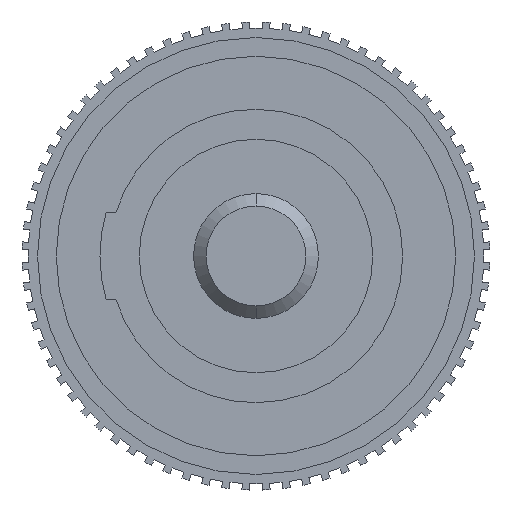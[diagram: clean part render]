
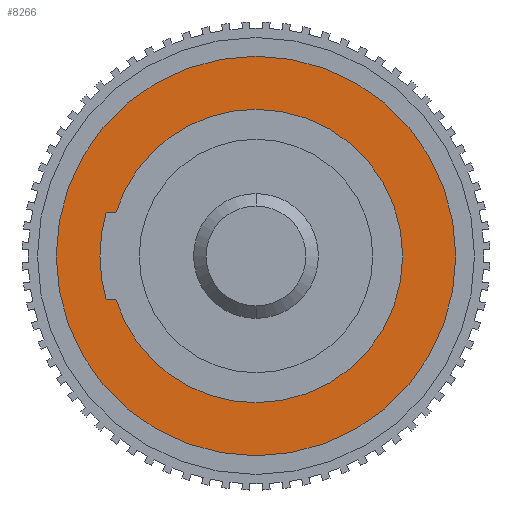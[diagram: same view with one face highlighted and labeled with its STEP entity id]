
A CAD part, left-side view. The second image highlights one B-rep face of the part: STEP entity #8266.
In plain terms, the highlighted face is planar.
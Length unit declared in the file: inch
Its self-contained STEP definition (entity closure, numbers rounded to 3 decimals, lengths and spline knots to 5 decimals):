
#291 = DIRECTION ( 'NONE',  ( 0., 0., 1. ) ) ;
#300 = DIRECTION ( 'NONE',  ( 0., 1., 0. ) ) ;
#305 = VERTEX_POINT ( 'NONE', #1620 ) ;
#320 = VERTEX_POINT ( 'NONE', #1641 ) ;
#322 = CARTESIAN_POINT ( 'NONE',  ( 0., 0.185, 0. ) ) ;
#392 = VERTEX_POINT ( 'NONE', #1633 ) ;
#692 = VERTEX_POINT ( 'NONE', #1307 ) ;
#1307 = CARTESIAN_POINT ( 'NONE',  ( -0.12, 0.185, 0.035 ) ) ;
#1620 = CARTESIAN_POINT ( 'NONE',  ( 0., 0.185, 0.1175 ) ) ;
#1633 = CARTESIAN_POINT ( 'NONE',  ( 0., 0.185, -0.16 ) ) ;
#1641 = CARTESIAN_POINT ( 'NONE',  ( 0., 0.185, -0.1175 ) ) ;
#2368 = EDGE_CURVE ( 'NONE', #320, #8094, #10603, .T. ) ;
#2371 = EDGE_CURVE ( 'NONE', #305, #320, #10607, .T. ) ;
#2375 = EDGE_CURVE ( 'NONE', #392, #8118, #10614, .T. ) ;
#2427 = AXIS2_PLACEMENT_3D ( 'NONE', #6199, #6192, #6191 ) ;
#2428 = AXIS2_PLACEMENT_3D ( 'NONE', #6783, #6773, #6754 ) ;
#2430 = AXIS2_PLACEMENT_3D ( 'NONE', #6549, #6545, #6534 ) ;
#2589 = AXIS2_PLACEMENT_3D ( 'NONE', #4429, #4425, #4421 ) ;
#2667 = CARTESIAN_POINT ( 'NONE',  ( -0.11217, 0.185, 0.035 ) ) ;
#2835 = CARTESIAN_POINT ( 'NONE',  ( -0.12, 0.185, -0.035 ) ) ;
#2924 = PLANE ( 'NONE',  #7567 ) ;
#3156 = CARTESIAN_POINT ( 'NONE',  ( -0.11217, 0.185, -0.035 ) ) ;
#3362 = DIRECTION ( 'NONE',  ( 0., 0., 1. ) ) ;
#3366 = DIRECTION ( 'NONE',  ( 0., 1., 0. ) ) ;
#3369 = CARTESIAN_POINT ( 'NONE',  ( 0., 0.185, 0. ) ) ;
#3384 = CARTESIAN_POINT ( 'NONE',  ( 0., 0.185, 0.16 ) ) ;
#4421 = DIRECTION ( 'NONE',  ( 0., 0., 1. ) ) ;
#4425 = DIRECTION ( 'NONE',  ( 0., 1., 0. ) ) ;
#4429 = CARTESIAN_POINT ( 'NONE',  ( 0., 0.185, 0. ) ) ;
#4856 = LINE ( 'NONE', #8503, #4858 ) ;
#4858 = VECTOR ( 'NONE', #8515, 39.37008 ) ;
#4861 = LINE ( 'NONE', #8643, #4864 ) ;
#4864 = VECTOR ( 'NONE', #8724, 39.37008 ) ;
#4898 = CIRCLE ( 'NONE', #7855, 0.16 ) ;
#4964 = CIRCLE ( 'NONE', #7868, 0.125 ) ;
#5442 = EDGE_CURVE ( 'NONE', #8033, #305, #11198, .T. ) ;
#5750 = ORIENTED_EDGE ( 'NONE', *, *, #2375, .T. ) ;
#5790 = ORIENTED_EDGE ( 'NONE', *, *, #9061, .T. ) ;
#5792 = ORIENTED_EDGE ( 'NONE', *, *, #2368, .F. ) ;
#5974 = ORIENTED_EDGE ( 'NONE', *, *, #2371, .F. ) ;
#6191 = DIRECTION ( 'NONE',  ( 0., 0., 1. ) ) ;
#6192 = DIRECTION ( 'NONE',  ( 0., 1., 0. ) ) ;
#6199 = CARTESIAN_POINT ( 'NONE',  ( 0., 0.185, 0. ) ) ;
#6534 = DIRECTION ( 'NONE',  ( 0., 0., 1. ) ) ;
#6545 = DIRECTION ( 'NONE',  ( 0., 1., 0. ) ) ;
#6549 = CARTESIAN_POINT ( 'NONE',  ( 0., 0.185, 0. ) ) ;
#6754 = DIRECTION ( 'NONE',  ( 0., 0., 1. ) ) ;
#6773 = DIRECTION ( 'NONE',  ( 0., 1., 0. ) ) ;
#6783 = CARTESIAN_POINT ( 'NONE',  ( 0., 0.185, 0. ) ) ;
#7567 = AXIS2_PLACEMENT_3D ( 'NONE', #3369, #3366, #3362 ) ;
#7855 = AXIS2_PLACEMENT_3D ( 'NONE', #8565, #8558, #8785 ) ;
#7868 = AXIS2_PLACEMENT_3D ( 'NONE', #322, #300, #291 ) ;
#8033 = VERTEX_POINT ( 'NONE', #2667 ) ;
#8094 = VERTEX_POINT ( 'NONE', #3156 ) ;
#8118 = VERTEX_POINT ( 'NONE', #3384 ) ;
#8204 = VERTEX_POINT ( 'NONE', #2835 ) ;
#8266 = ADVANCED_FACE ( 'NONE', ( #11501, #11503 ), #2924, .T. ) ;
#8503 = CARTESIAN_POINT ( 'NONE',  ( -0.11217, 0.185, -0.035 ) ) ;
#8515 = DIRECTION ( 'NONE',  ( -1., 0., 0. ) ) ;
#8558 = DIRECTION ( 'NONE',  ( 0., 1., 0. ) ) ;
#8565 = CARTESIAN_POINT ( 'NONE',  ( 0., 0.185, 0. ) ) ;
#8643 = CARTESIAN_POINT ( 'NONE',  ( -0.11217, 0.185, 0.035 ) ) ;
#8724 = DIRECTION ( 'NONE',  ( 1., 0., 0. ) ) ;
#8785 = DIRECTION ( 'NONE',  ( 0., 0., 1. ) ) ;
#9038 = EDGE_CURVE ( 'NONE', #8094, #8204, #4856, .T. ) ;
#9041 = EDGE_CURVE ( 'NONE', #692, #8033, #4861, .T. ) ;
#9061 = EDGE_CURVE ( 'NONE', #8118, #392, #4898, .T. ) ;
#9101 = EDGE_CURVE ( 'NONE', #8204, #692, #4964, .T. ) ;
#9575 = ORIENTED_EDGE ( 'NONE', *, *, #9101, .F. ) ;
#9582 = ORIENTED_EDGE ( 'NONE', *, *, #9041, .F. ) ;
#9613 = ORIENTED_EDGE ( 'NONE', *, *, #5442, .F. ) ;
#9627 = ORIENTED_EDGE ( 'NONE', *, *, #9038, .F. ) ;
#10603 = CIRCLE ( 'NONE', #2427, 0.1175 ) ;
#10607 = CIRCLE ( 'NONE', #2428, 0.1175 ) ;
#10614 = CIRCLE ( 'NONE', #2430, 0.16 ) ;
#10759 = EDGE_LOOP ( 'NONE', ( #5790, #5750 ) ) ;
#10843 = EDGE_LOOP ( 'NONE', ( #9627, #5792, #5974, #9613, #9582, #9575 ) ) ;
#11198 = CIRCLE ( 'NONE', #2589, 0.1175 ) ;
#11501 = FACE_OUTER_BOUND ( 'NONE', #10759, .T. ) ;
#11503 = FACE_BOUND ( 'NONE', #10843, .T. ) ;
